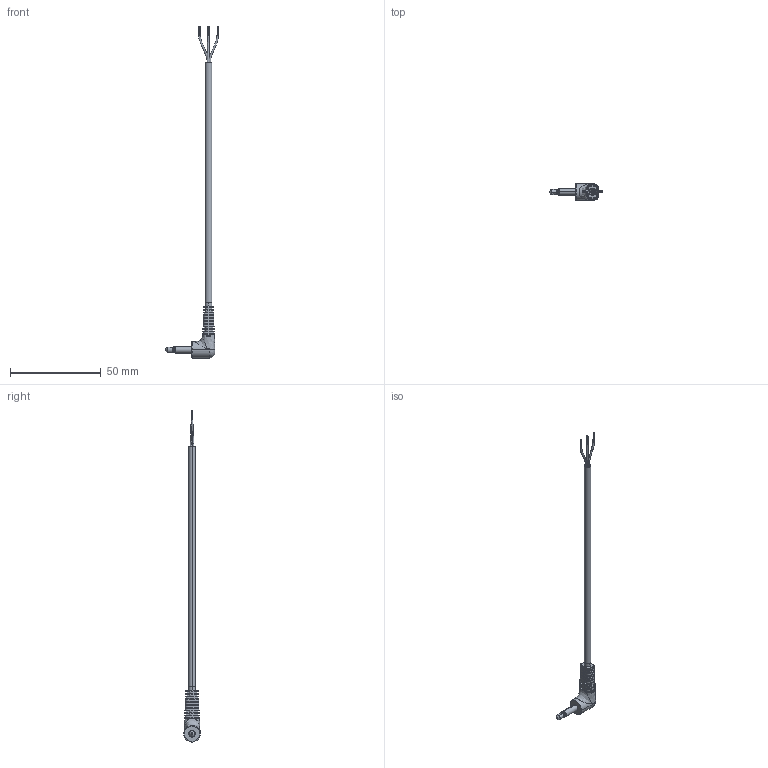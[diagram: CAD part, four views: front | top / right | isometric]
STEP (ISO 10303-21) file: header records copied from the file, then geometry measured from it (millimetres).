
FILE_DESCRIPTION (( 'STEP AP203' ), '1' );
FILE_NAME ('053-0276R (CA-2206)_revA3.STEP', '2017-02-13T17:52:41', ( '' ), ( '' ), 'SwSTEP 2.0', 'SolidWorks 2015', '' );
FILE_SCHEMA (( 'CONFIG_CONTROL_DESIGN' ));
Length unit declared in the file: millimetre
Products named in the file (7): 50-00134 contact; 053-0276R (CA-2206)_revA3; 24-00045; 50-00134; 50-00134 insulation; 50-00134 shell; 30-00005_stripped and tinned
Assembly tree (6 placements, depth 3):
  053-0276R (CA-2206)_revA3
    30-00005_stripped and tinned
    24-00045
    50-00134
      50-00134 insulation
      50-00134 contact
      50-00134 shell
Bounding box: 29.25 x 9 x 183 mm (x, y, z)
Volume: 3205.9 mm3; surface area: 14804.5 mm2
Topology: 123 solids, 123 shells, 867 faces, 1891 edges, 1283 vertices
Faces by surface type: plane 472, cylinder 303, bspline 74, cone 14, torus 4
Entity records: 31571 total; most frequent: CARTESIAN_POINT 12125, ORIENTED_EDGE 3782, DIRECTION 3752, EDGE_CURVE 1891, AXIS2_PLACEMENT_3D 1462, VERTEX_POINT 1283, EDGE_LOOP 934, ADVANCED_FACE 867
